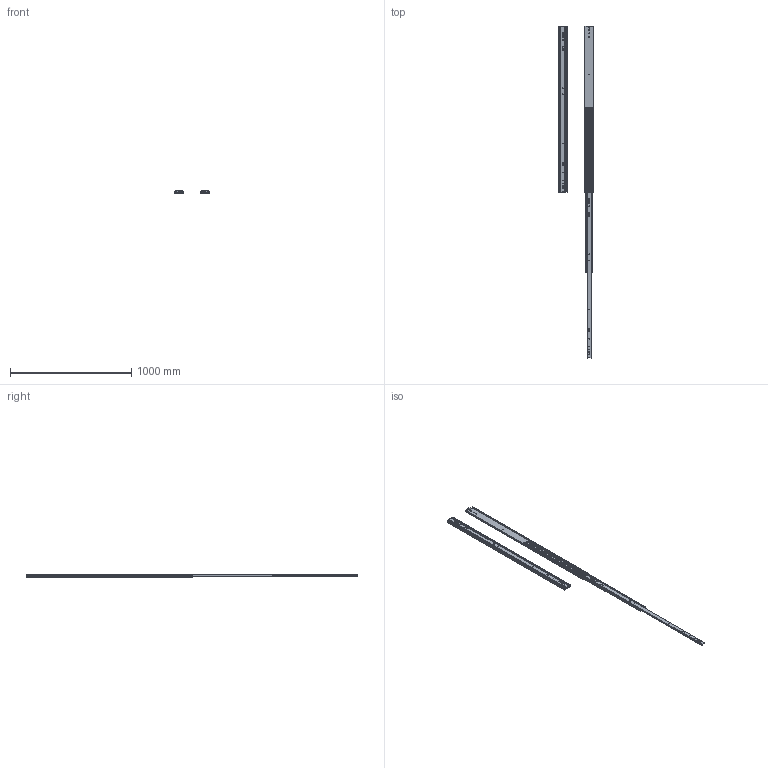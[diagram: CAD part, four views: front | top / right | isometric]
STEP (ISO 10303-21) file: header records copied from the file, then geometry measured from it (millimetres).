
FILE_DESCRIPTION( ( 'Unknown' ), '1' );
FILE_NAME( '76J01-54吋(Landa).stp', 'Unknown', ( 'Unknown' ), ( 'Unknown' ), 'PSStep 14.0', 'Unknown', ' ' );
FILE_SCHEMA( ( 'AUTOMOTIVE_DESIGN { 1 0 10303 214 1 1 1 1 }' ) );
Length unit declared in the file: millimetre
Products named in the file (6): ; 76J01-54吋-O; 76J01-54吋-M; 76J01-54吋-I; ; Assem1
Assembly tree (8 placements, depth 3):
  Assem1
  
      76J01-54吋-O
      76J01-54吋-M
      76J01-54吋-I
  
      76J01-54吋-O
      76J01-54吋-M
      76J01-54吋-I
Bounding box: 295.34 x 2743.2 x 19.42 mm (x, y, z)
Volume: 1699020.1 mm3; surface area: 1516347.6 mm2
Topology: 6 solids, 6 shells, 254 faces, 740 edges, 498 vertices
Faces by surface type: plane 140, cylinder 114
Full cylindrical faces by diameter (mm): 5.2 x30, 7.1 x4
Entity records: 5360 total; most frequent: CARTESIAN_POINT 744, DIRECTION 732, ORIENTED_EDGE 692, EDGE_CURVE 346, AXIS2_PLACEMENT_3D 250, VERTEX_POINT 242, LINE 232, VECTOR 232
